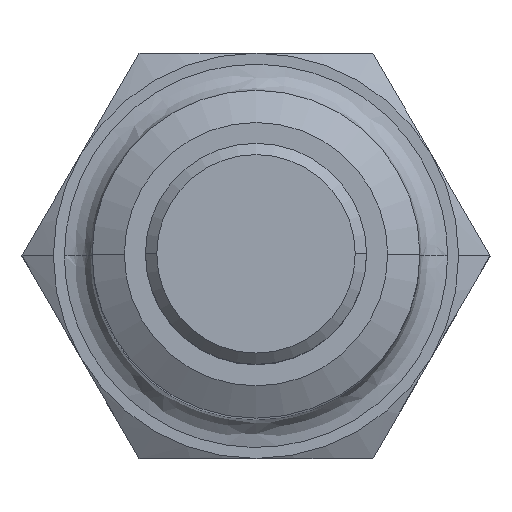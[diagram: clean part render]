
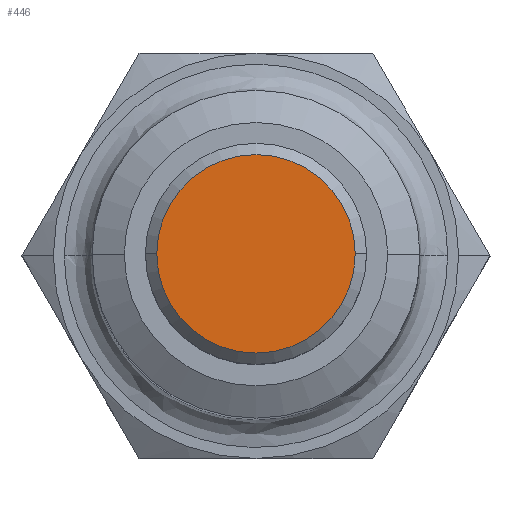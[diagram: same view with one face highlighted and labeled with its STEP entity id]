
A CAD part, top view. The second image highlights one B-rep face of the part: STEP entity #446.
In plain terms, the highlighted planar face has unit normal (0, 0, 1).
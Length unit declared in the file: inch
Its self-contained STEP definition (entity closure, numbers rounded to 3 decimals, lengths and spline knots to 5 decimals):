
#97 = DIRECTION ( 'NONE',  ( 0., 0., -1. ) ) ;
#135 = EDGE_LOOP ( 'NONE', ( #1307, #1268 ) ) ;
#180 = CIRCLE ( 'NONE', #742, 0.21207 ) ;
#228 = DIRECTION ( 'NONE',  ( 0., 0., -1. ) ) ;
#446 = ADVANCED_FACE ( 'NONE', ( #1124 ), #1373, .T. ) ;
#516 = AXIS2_PLACEMENT_3D ( 'NONE', #697, #832, #1380 ) ;
#647 = DIRECTION ( 'NONE',  ( -1., 0., 0. ) ) ;
#692 = CIRCLE ( 'NONE', #1187, 0.21207 ) ;
#697 = CARTESIAN_POINT ( 'NONE',  ( 0.10603, 0., 0. ) ) ;
#742 = AXIS2_PLACEMENT_3D ( 'NONE', #1786, #97, #647 ) ;
#832 = DIRECTION ( 'NONE',  ( 0., 0., 1. ) ) ;
#950 = CARTESIAN_POINT ( 'NONE',  ( -0.21207, 0., 0. ) ) ;
#988 = VERTEX_POINT ( 'NONE', #1282 ) ;
#1124 = FACE_OUTER_BOUND ( 'NONE', #135, .T. ) ;
#1130 = VERTEX_POINT ( 'NONE', #950 ) ;
#1187 = AXIS2_PLACEMENT_3D ( 'NONE', #1202, #228, #1768 ) ;
#1202 = CARTESIAN_POINT ( 'NONE',  ( 0., 0., 0. ) ) ;
#1203 = EDGE_CURVE ( 'NONE', #988, #1130, #180, .T. ) ;
#1268 = ORIENTED_EDGE ( 'NONE', *, *, #1344, .F. ) ;
#1282 = CARTESIAN_POINT ( 'NONE',  ( 0.21207, 0., 0. ) ) ;
#1307 = ORIENTED_EDGE ( 'NONE', *, *, #1203, .F. ) ;
#1344 = EDGE_CURVE ( 'NONE', #1130, #988, #692, .T. ) ;
#1373 = PLANE ( 'NONE',  #516 ) ;
#1380 = DIRECTION ( 'NONE',  ( 1., 0., 0. ) ) ;
#1768 = DIRECTION ( 'NONE',  ( -1., 0., 0. ) ) ;
#1786 = CARTESIAN_POINT ( 'NONE',  ( 0., 0., 0. ) ) ;
